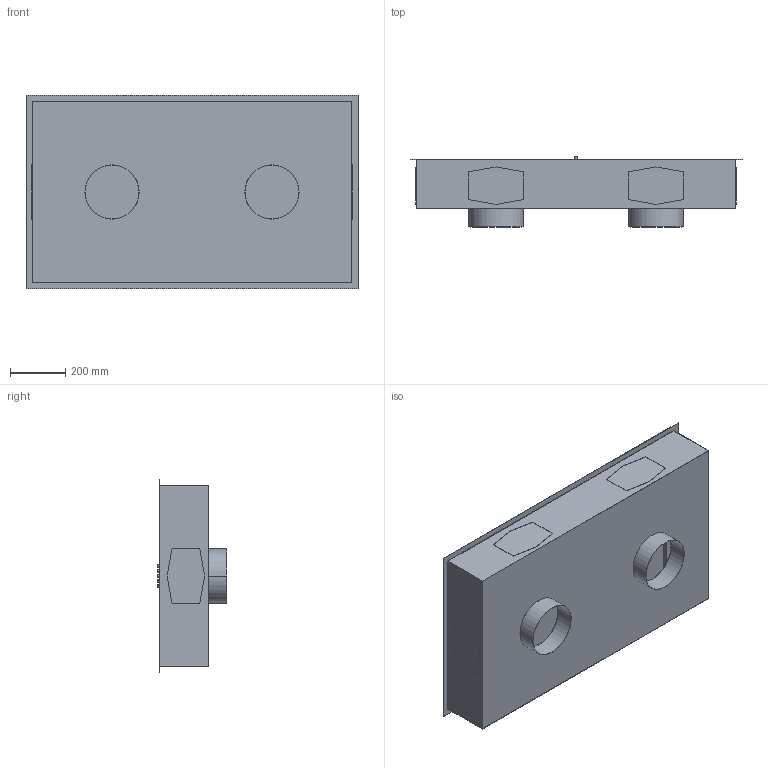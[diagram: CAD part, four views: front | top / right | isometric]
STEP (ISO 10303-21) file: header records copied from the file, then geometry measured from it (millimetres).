
FILE_DESCRIPTION((''),'2;1');
FILE_NAME('UM4220-12S','2021-02-12T',('seona'),(''),'CREO PARAMETRIC BY PTC INC, 2016260','CREO PARAMETRIC BY PTC INC, 2016260','');
FILE_SCHEMA(('CONFIG_CONTROL_DESIGN'));
Length unit declared in the file: millimetre
Products named in the file (1): UM4220-12S
Bounding box: 1200 x 253 x 700 mm (x, y, z)
Volume: 21353480.3 mm3; surface area: 4679022.5 mm2
Topology: 12 solids, 12 shells, 154 faces, 342 edges, 228 vertices
Faces by surface type: plane 112, cylinder 42
Entity records: 4298 total; most frequent: DIRECTION 734, CARTESIAN_POINT 724, ORIENTED_EDGE 684, EDGE_CURVE 342, VECTOR 258, LINE 258, AXIS2_PLACEMENT_3D 238, VERTEX_POINT 228
